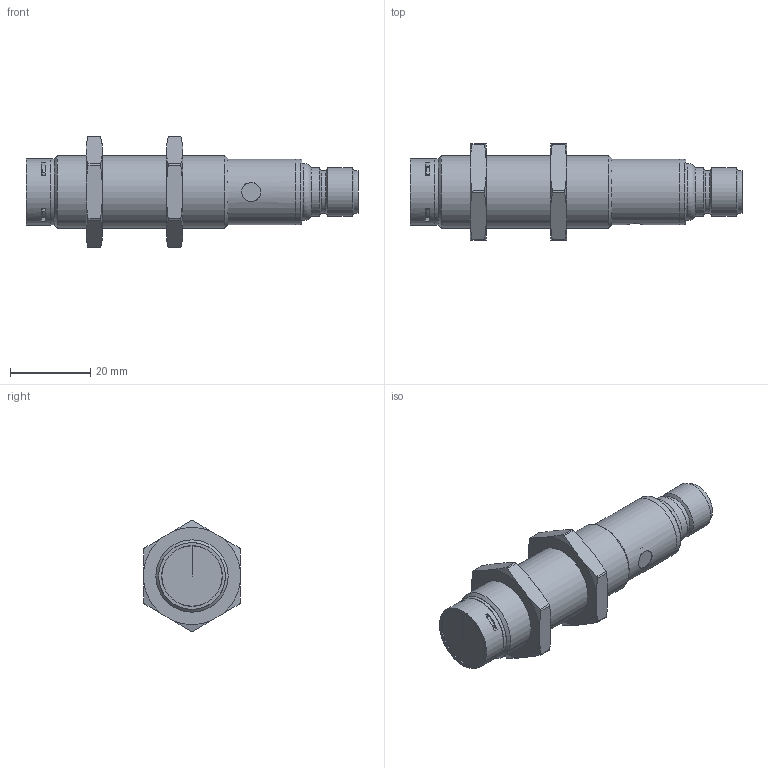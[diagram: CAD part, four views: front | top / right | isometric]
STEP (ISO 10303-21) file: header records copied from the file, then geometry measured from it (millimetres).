
FILE_DESCRIPTION( ( 'Unknown' ), '1' );
FILE_NAME( 'FARN_BP-1E.stp', 'Unknown', ( 'Unknown' ), ( 'Unknown' ), 'PSStep 15.0.49', 'Unknown', ' ' );
FILE_SCHEMA( ( 'AUTOMOTIVE_DESIGN { 1 0 10303 214 1 1 1 1 }' ) );
Length unit declared in the file: millimetre
Products named in the file (18): 6219_fig; Santoprene; 4923_fig; Corpo_conn_fig; 3798_fig; 3798_fig-oa0; 3798_fig-oa1; 3798_fig-oa2; KFARP_fig; 5805D_fig; 5951A_fig; Assem1; 5758_fig; 4922_fig; 4919B_fig; 2439E_fig
Assembly tree (18 placements, depth 4):
  Assem1
    5758_fig
    4922_fig
    4919B_fig
    2439E_fig  x2
    KFARP_fig
      5805D_fig
      5951A_fig
      6219_fig
        6219_fig
        6219_fig
        Santoprene
    4923_fig
      Corpo_conn_fig
      3798_fig
      3798_fig-oa0
      3798_fig-oa1
      3798_fig-oa2
Bounding box: 82.7 x 24 x 27.68 mm (x, y, z)
Volume: 11547.6 mm3; surface area: 13485.2 mm2
Topology: 14 solids, 15 shells, 268 faces, 609 edges, 396 vertices
Faces by surface type: plane 127, cylinder 82, cone 43, torus 12, sphere 4
Full cylindrical faces by diameter (mm): 1 x9, 1.1 x8, 4.7 x1, 4.8 x2, 7 x2, 7.05 x1, 8.3 x1, 10.5 x2, 12 x2, 12.2 x1, 12.5 x1, 12.597 x1, 12.7 x1, 13.2 x1, 13.297 x1, 13.4 x2, 13.5 x1, 14 x2, 14.2 x1, 14.3 x1, 14.5 x1, 14.9 x3, 15 x1, 15.1 x1, 15.15 x1, 16.4 x2, 16.6 x2, 18 x3
Entity records: 8552 total; most frequent: CARTESIAN_POINT 1333, DIRECTION 1104, ORIENTED_EDGE 840, AXIS2_PLACEMENT_3D 473, EDGE_CURVE 422, EDGE_LOOP 385, VERTEX_POINT 322, FACE_OUTER_BOUND 305
